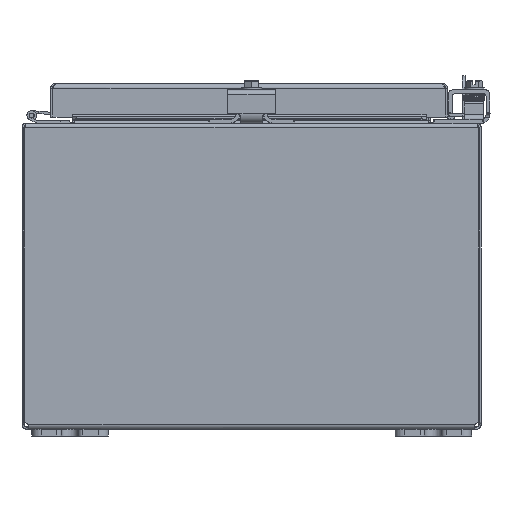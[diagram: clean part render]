
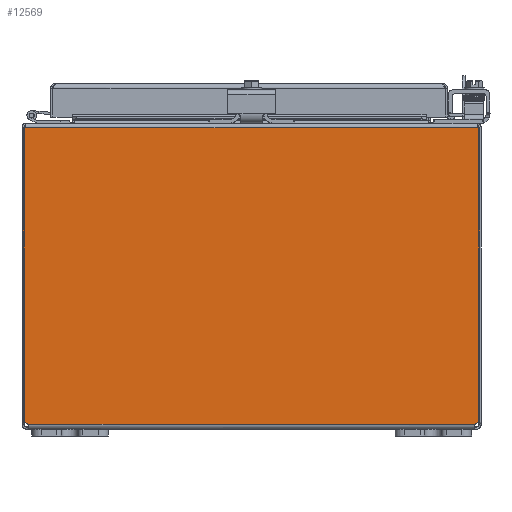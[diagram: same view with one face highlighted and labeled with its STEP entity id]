
A CAD part, front view. The second image highlights one B-rep face of the part: STEP entity #12569.
In plain terms, the highlighted planar face has unit normal (0, -1, 0).
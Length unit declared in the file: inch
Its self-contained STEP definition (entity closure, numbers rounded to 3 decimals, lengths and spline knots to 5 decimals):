
#1268=LINE('',#19840,#2389);
#1283=LINE('',#19980,#2404);
#1299=LINE('',#20013,#2420);
#1302=LINE('',#20019,#2423);
#1346=LINE('',#20305,#2467);
#1347=LINE('',#20307,#2468);
#2389=VECTOR('',#15630,0.3937);
#2404=VECTOR('',#15665,0.3937);
#2420=VECTOR('',#15693,0.3937);
#2423=VECTOR('',#15698,0.08197);
#2467=VECTOR('',#15800,0.3937);
#2468=VECTOR('',#15801,0.3937);
#3577=PLANE('',#13744);
#4107=FACE_OUTER_BOUND('',#4851,.T.);
#4851=EDGE_LOOP('',(#9885,#9886,#9887,#9888,#9889,#9890,#9891,#9892));
#5501=CIRCLE('',#13742,0.118);
#5503=CIRCLE('',#13745,0.118);
#6181=VERTEX_POINT('',#19816);
#6182=VERTEX_POINT('',#19829);
#6193=VERTEX_POINT('',#19978);
#6204=VERTEX_POINT('',#20012);
#6206=VERTEX_POINT('',#20018);
#6245=VERTEX_POINT('',#20297);
#6246=VERTEX_POINT('',#20299);
#6248=VERTEX_POINT('',#20306);
#7489=EDGE_CURVE('',#6181,#6182,#1268,.T.);
#7511=EDGE_CURVE('',#6182,#6193,#1283,.T.);
#7527=EDGE_CURVE('',#6204,#6181,#1299,.T.);
#7530=EDGE_CURVE('',#6204,#6206,#1302,.T.);
#7591=EDGE_CURVE('',#6246,#6245,#5501,.T.);
#7594=EDGE_CURVE('',#6246,#6193,#1346,.T.);
#7595=EDGE_CURVE('',#6245,#6248,#1347,.T.);
#7596=EDGE_CURVE('',#6248,#6206,#5503,.T.);
#9885=ORIENTED_EDGE('',*,*,#7527,.T.);
#9886=ORIENTED_EDGE('',*,*,#7489,.T.);
#9887=ORIENTED_EDGE('',*,*,#7511,.T.);
#9888=ORIENTED_EDGE('',*,*,#7594,.F.);
#9889=ORIENTED_EDGE('',*,*,#7591,.T.);
#9890=ORIENTED_EDGE('',*,*,#7595,.T.);
#9891=ORIENTED_EDGE('',*,*,#7596,.T.);
#9892=ORIENTED_EDGE('',*,*,#7530,.F.);
#12569=ADVANCED_FACE('',(#4107),#3577,.F.);
#13742=AXIS2_PLACEMENT_3D('',#20300,#15793,#15794);
#13744=AXIS2_PLACEMENT_3D('',#20304,#15798,#15799);
#13745=AXIS2_PLACEMENT_3D('',#20308,#15802,#15803);
#15630=DIRECTION('',(-1.,0.,0.));
#15665=DIRECTION('',(-1.,0.,0.));
#15693=DIRECTION('',(-1.,0.,0.));
#15698=DIRECTION('',(0.,0.,-1.));
#15793=DIRECTION('center_axis',(0.,1.,0.));
#15794=DIRECTION('ref_axis',(1.,0.,0.));
#15798=DIRECTION('center_axis',(0.,1.,0.));
#15799=DIRECTION('ref_axis',(1.,0.,0.));
#15800=DIRECTION('',(0.,0.,1.));
#15801=DIRECTION('',(1.,0.,0.));
#15802=DIRECTION('center_axis',(0.,1.,0.));
#15803=DIRECTION('ref_axis',(1.,0.,0.));
#19816=CARTESIAN_POINT('',(5.92995,-8.,7.8785));
#19829=CARTESIAN_POINT('',(-5.92995,-8.,7.8785));
#19840=CARTESIAN_POINT('',(2.98525,-8.,7.8785));
#19978=CARTESIAN_POINT('',(-5.9705,-8.,7.8785));
#19980=CARTESIAN_POINT('',(2.98525,-8.,7.8785));
#20012=CARTESIAN_POINT('',(5.9705,-8.,7.8785));
#20013=CARTESIAN_POINT('',(2.98525,-8.,7.8785));
#20018=CARTESIAN_POINT('',(5.9705,-8.,0.17184));
#20019=CARTESIAN_POINT('',(5.9705,-8.,-0.13602));
#20297=CARTESIAN_POINT('',(-5.84399,-8.,0.1215));
#20299=CARTESIAN_POINT('',(-5.9705,-8.,0.17184));
#20300=CARTESIAN_POINT('Origin',(-5.94288,-8.,0.05712));
#20304=CARTESIAN_POINT('Origin',(0.,-8.,
3.99637));
#20305=CARTESIAN_POINT('',(-5.9705,-8.,0.1215));
#20306=CARTESIAN_POINT('',(5.84399,-8.,0.1215));
#20307=CARTESIAN_POINT('',(0.,-8.,0.1215));
#20308=CARTESIAN_POINT('Origin',(5.94288,-8.,0.05712));
